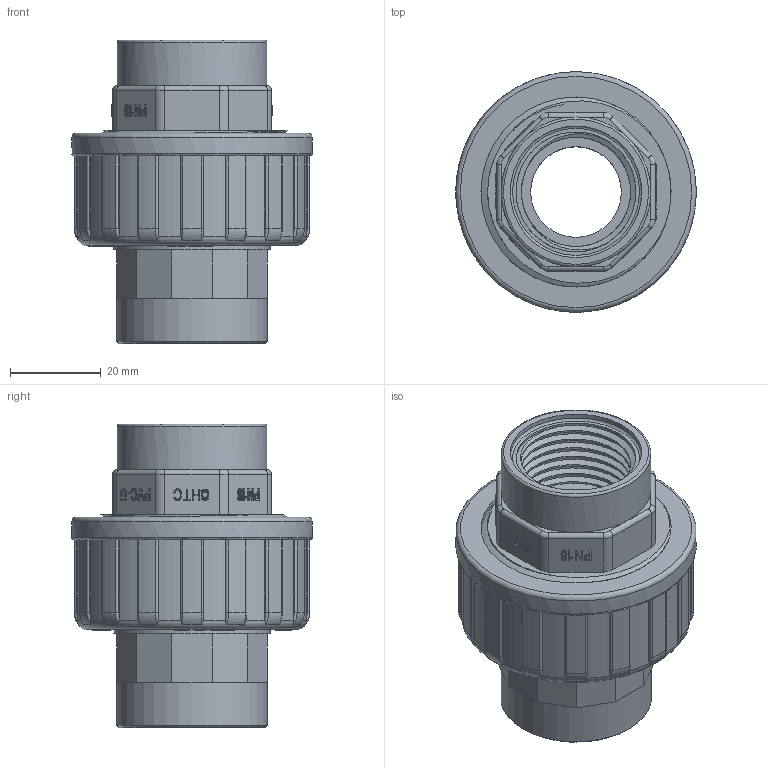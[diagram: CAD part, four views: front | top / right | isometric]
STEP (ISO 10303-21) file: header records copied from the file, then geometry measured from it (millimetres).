
FILE_DESCRIPTION(/* description */ (''),/* implementation_level */ '2;1');
FILE_NAME(/* name */ '25.stp',/* time_stamp */ '2025-05-09T09:49:41+08:00',/* author */ (''),/* organization */ (''),/* preprocessor_version */ 'ST-DEVELOPER v16.7',/* originating_system */ 'SIEMENS PLM Software NX 12.0',/* authorisation */ '');
FILE_SCHEMA (('AUTOMOTIVE_DESIGN { 1 0 10303 214 3 1 1 1 }'));
Length unit declared in the file: millimetre
Products named in the file (1): Admi38C49DCEyxjf
Bounding box: 53 x 53 x 66.9 mm (x, y, z)
Volume: 60634.1 mm3; surface area: 31928.3 mm2
Topology: 4 solids, 4 shells, 914 faces, 2409 edges, 1571 vertices
Faces by surface type: plane 447, extrusion 247, cylinder 143, bspline 43, torus 31, cone 3
Full cylindrical faces by diameter (mm): 1.243 x1, 1.657 x1, 2 x1, 3 x1, 20 x2, 24 x1, 26.441 x16, 29 x2, 32 x1, 33 x1, 33.2 x1, 34.4 x1, 35.2 x1, 38.5 x1, 38.952 x7, 41.91 x7, 53 x1
Entity records: 37402 total; most frequent: CARTESIAN_POINT 16978, ORIENTED_EDGE 4558, DIRECTION 3337, EDGE_CURVE 2279, VECTOR 1545, VERTEX_POINT 1501, LINE 1298, EDGE_LOOP 989
